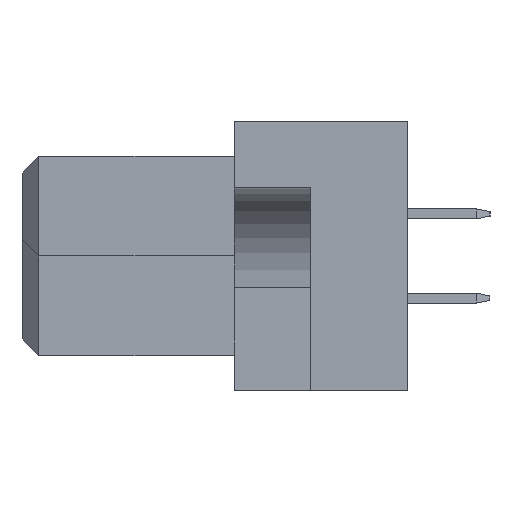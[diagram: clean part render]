
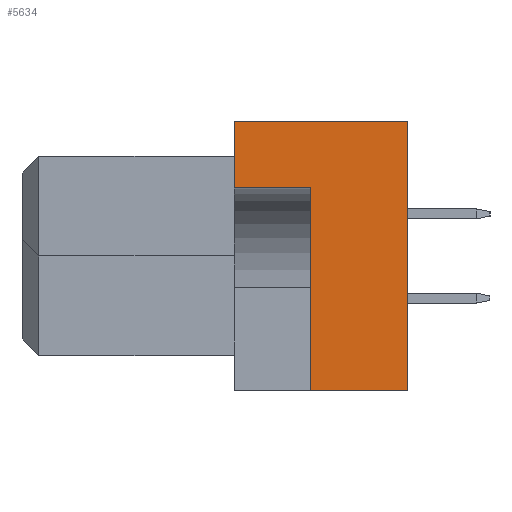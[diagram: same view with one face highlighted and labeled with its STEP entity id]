
A CAD part, left-side view. The second image highlights one B-rep face of the part: STEP entity #5634.
In plain terms, the highlighted planar face has unit normal (-1, 0, 0).
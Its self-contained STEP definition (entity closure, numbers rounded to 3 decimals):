
#234 = CARTESIAN_POINT ( 'NONE',  ( -27.5, 0., -4.05 ) ) ;
#266 = CARTESIAN_POINT ( 'NONE',  ( -27.5, 5.2, 4.05 ) ) ;
#296 = ORIENTED_EDGE ( 'NONE', *, *, #342, .T. ) ;
#341 = VECTOR ( 'NONE', #11196, 1000. ) ;
#342 = EDGE_CURVE ( 'NONE', #2224, #676, #3558, .T. ) ;
#364 = CARTESIAN_POINT ( 'NONE',  ( -27.5, 5.2, 4.05 ) ) ;
#676 = VERTEX_POINT ( 'NONE', #234 ) ;
#741 = CARTESIAN_POINT ( 'NONE',  ( -27.5, 2.9, 2.05 ) ) ;
#842 = VECTOR ( 'NONE', #3785, 1000. ) ;
#938 = DIRECTION ( 'NONE',  ( 0., 0., 1. ) ) ;
#956 = DIRECTION ( 'NONE',  ( 0., 1., 0. ) ) ;
#968 = CARTESIAN_POINT ( 'NONE',  ( -27.5, 5.2, 4.05 ) ) ;
#1227 = ORIENTED_EDGE ( 'NONE', *, *, #6539, .F. ) ;
#1761 = EDGE_CURVE ( 'NONE', #8980, #13046, #5207, .T. ) ;
#1904 = LINE ( 'NONE', #741, #7027 ) ;
#2031 = CARTESIAN_POINT ( 'NONE',  ( -27.5, 2.9, 2.05 ) ) ;
#2148 = VERTEX_POINT ( 'NONE', #5335 ) ;
#2224 = VERTEX_POINT ( 'NONE', #5407 ) ;
#2780 = ORIENTED_EDGE ( 'NONE', *, *, #1761, .F. ) ;
#2850 = VECTOR ( 'NONE', #6860, 1000. ) ;
#3267 = EDGE_CURVE ( 'NONE', #676, #4096, #3400, .T. ) ;
#3400 = LINE ( 'NONE', #7775, #12375 ) ;
#3558 = LINE ( 'NONE', #7942, #2850 ) ;
#3785 = DIRECTION ( 'NONE',  ( 0., -1., 0. ) ) ;
#4096 = VERTEX_POINT ( 'NONE', #7532 ) ;
#5207 = LINE ( 'NONE', #9583, #341 ) ;
#5335 = CARTESIAN_POINT ( 'NONE',  ( -27.5, 2.9, 2.05 ) ) ;
#5407 = CARTESIAN_POINT ( 'NONE',  ( -27.5, 2.9, -4.05 ) ) ;
#5634 = ADVANCED_FACE ( 'NONE', ( #10791 ), #11793, .F. ) ;
#5930 = EDGE_CURVE ( 'NONE', #2224, #2148, #6482, .T. ) ;
#6482 = LINE ( 'NONE', #2031, #9787 ) ;
#6539 = EDGE_CURVE ( 'NONE', #13046, #4096, #10099, .T. ) ;
#6860 = DIRECTION ( 'NONE',  ( 0., -1., 0. ) ) ;
#6935 = AXIS2_PLACEMENT_3D ( 'NONE', #968, #12949, #8798 ) ;
#7027 = VECTOR ( 'NONE', #956, 1000. ) ;
#7532 = CARTESIAN_POINT ( 'NONE',  ( -27.5, 0., 4.05 ) ) ;
#7775 = CARTESIAN_POINT ( 'NONE',  ( -27.5, 0., 4.05 ) ) ;
#7942 = CARTESIAN_POINT ( 'NONE',  ( -27.5, 5.2, -4.05 ) ) ;
#8798 = DIRECTION ( 'NONE',  ( 0., 0., -1. ) ) ;
#8980 = VERTEX_POINT ( 'NONE', #10032 ) ;
#9583 = CARTESIAN_POINT ( 'NONE',  ( -27.5, 5.2, 4.05 ) ) ;
#9625 = EDGE_CURVE ( 'NONE', #2148, #8980, #1904, .T. ) ;
#9787 = VECTOR ( 'NONE', #938, 1000. ) ;
#10031 = EDGE_LOOP ( 'NONE', ( #2780, #10923, #11952, #296, #12258, #1227 ) ) ;
#10032 = CARTESIAN_POINT ( 'NONE',  ( -27.5, 5.2, 2.05 ) ) ;
#10099 = LINE ( 'NONE', #266, #842 ) ;
#10791 = FACE_OUTER_BOUND ( 'NONE', #10031, .T. ) ;
#10923 = ORIENTED_EDGE ( 'NONE', *, *, #9625, .F. ) ;
#11055 = DIRECTION ( 'NONE',  ( 0., 0., 1. ) ) ;
#11196 = DIRECTION ( 'NONE',  ( 0., 0., 1. ) ) ;
#11793 = PLANE ( 'NONE',  #6935 ) ;
#11952 = ORIENTED_EDGE ( 'NONE', *, *, #5930, .F. ) ;
#12258 = ORIENTED_EDGE ( 'NONE', *, *, #3267, .T. ) ;
#12375 = VECTOR ( 'NONE', #11055, 1000. ) ;
#12949 = DIRECTION ( 'NONE',  ( 1., 0., 0. ) ) ;
#13046 = VERTEX_POINT ( 'NONE', #364 ) ;
